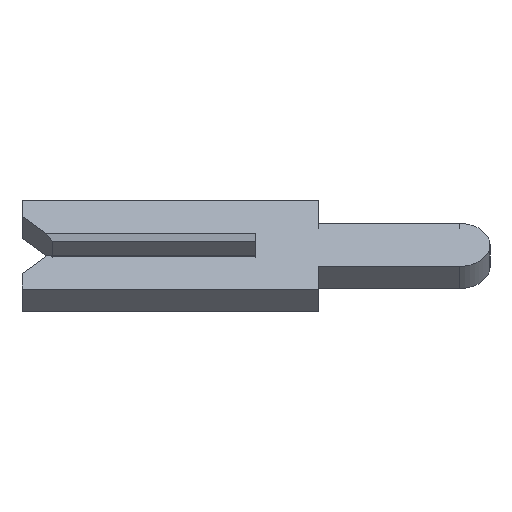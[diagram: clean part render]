
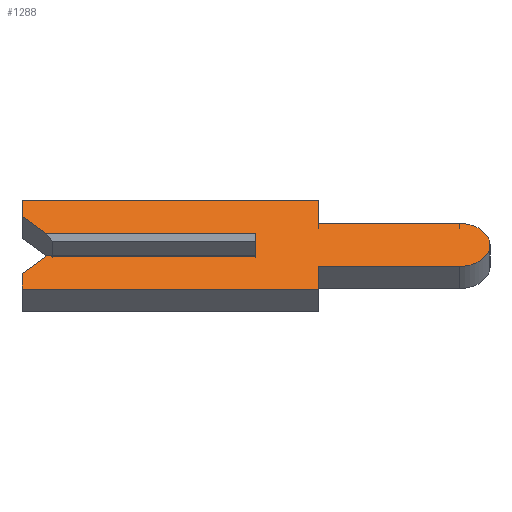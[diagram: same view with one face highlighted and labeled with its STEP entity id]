
A CAD part, left-side view. The second image highlights one B-rep face of the part: STEP entity #1288.
In plain terms, the highlighted face is planar.
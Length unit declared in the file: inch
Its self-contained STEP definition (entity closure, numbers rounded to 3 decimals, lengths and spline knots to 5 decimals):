
#12 = EDGE_CURVE ( 'NONE', #997, #41, #179, .T. ) ;
#16 = CARTESIAN_POINT ( 'NONE',  ( -0.01, -0.04, 0.0195 ) ) ;
#29 = VECTOR ( 'NONE', #1186, 39.37008 ) ;
#41 = VERTEX_POINT ( 'NONE', #825 ) ;
#48 = DIRECTION ( 'NONE',  ( 0., 0., -1. ) ) ;
#53 = CARTESIAN_POINT ( 'NONE',  ( -0.01, -0.04, 0.0195 ) ) ;
#70 = CARTESIAN_POINT ( 'NONE',  ( -0.01, 0.15, 0.026 ) ) ;
#74 = CARTESIAN_POINT ( 'NONE',  ( -0.01, 0.15, -0.04 ) ) ;
#77 = VECTOR ( 'NONE', #515, 39.37008 ) ;
#95 = CARTESIAN_POINT ( 'NONE',  ( -0.01, -0.1305, 0.0195 ) ) ;
#103 = CARTESIAN_POINT ( 'NONE',  ( -0.01, -0.1305, -0.0195 ) ) ;
#116 = EDGE_CURVE ( 'NONE', #41, #570, #1189, .T. ) ;
#124 = VERTEX_POINT ( 'NONE', #984 ) ;
#171 = CARTESIAN_POINT ( 'NONE',  ( -0.01, 0.1305, 0.0065 ) ) ;
#179 = LINE ( 'NONE', #1056, #861 ) ;
#192 = DIRECTION ( 'NONE',  ( 1., 0., 0. ) ) ;
#200 = CARTESIAN_POINT ( 'NONE',  ( -0.01, -0.04, -0.04 ) ) ;
#203 = VECTOR ( 'NONE', #456, 39.37008 ) ;
#233 = CARTESIAN_POINT ( 'NONE',  ( -0.01, -0.04, 0.04 ) ) ;
#254 = VERTEX_POINT ( 'NONE', #103 ) ;
#255 = LINE ( 'NONE', #879, #1312 ) ;
#257 = EDGE_CURVE ( 'NONE', #254, #1033, #1258, .T. ) ;
#262 = CARTESIAN_POINT ( 'NONE',  ( -0.01, 0.15, -0.04 ) ) ;
#264 = VECTOR ( 'NONE', #1054, 39.37008 ) ;
#276 = CIRCLE ( 'NONE', #795, 0.0195 ) ;
#302 = ORIENTED_EDGE ( 'NONE', *, *, #1108, .F. ) ;
#304 = ORIENTED_EDGE ( 'NONE', *, *, #116, .F. ) ;
#353 = VERTEX_POINT ( 'NONE', #1208 ) ;
#354 = EDGE_CURVE ( 'NONE', #570, #1065, #472, .T. ) ;
#361 = LINE ( 'NONE', #74, #77 ) ;
#425 = CARTESIAN_POINT ( 'NONE',  ( -0.01, -0.04, -0.0195 ) ) ;
#431 = CARTESIAN_POINT ( 'NONE',  ( -0.01, -0.1305, -0.01 ) ) ;
#456 = DIRECTION ( 'NONE',  ( 0., -1., 0. ) ) ;
#470 = EDGE_CURVE ( 'NONE', #353, #653, #255, .T. ) ;
#472 = LINE ( 'NONE', #671, #672 ) ;
#491 = VECTOR ( 'NONE', #1221, 39.37008 ) ;
#506 = ORIENTED_EDGE ( 'NONE', *, *, #354, .F. ) ;
#515 = DIRECTION ( 'NONE',  ( 0., 1., 0. ) ) ;
#526 = FACE_OUTER_BOUND ( 'NONE', #1204, .T. ) ;
#544 = EDGE_CURVE ( 'NONE', #785, #997, #822, .T. ) ;
#558 = ORIENTED_EDGE ( 'NONE', *, *, #1190, .F. ) ;
#570 = VERTEX_POINT ( 'NONE', #1325 ) ;
#577 = LINE ( 'NONE', #681, #1021 ) ;
#597 = CARTESIAN_POINT ( 'NONE',  ( -0.01, 0., 0.01 ) ) ;
#602 = VECTOR ( 'NONE', #968, 39.37008 ) ;
#606 = CARTESIAN_POINT ( 'NONE',  ( -0.01, 0.15, -0.026 ) ) ;
#608 = EDGE_CURVE ( 'NONE', #685, #1370, #1187, .T. ) ;
#620 = DIRECTION ( 'NONE',  ( 0., 0., -1. ) ) ;
#627 = CARTESIAN_POINT ( 'NONE',  ( -0.01, 0.15, 0.01 ) ) ;
#639 = VECTOR ( 'NONE', #1369, 39.37008 ) ;
#653 = VERTEX_POINT ( 'NONE', #233 ) ;
#660 = VECTOR ( 'NONE', #1031, 39.37008 ) ;
#671 = CARTESIAN_POINT ( 'NONE',  ( -0.01, 0., 0.0065 ) ) ;
#672 = VECTOR ( 'NONE', #891, 39.37008 ) ;
#681 = CARTESIAN_POINT ( 'NONE',  ( -0.01, -0.04, 0.04 ) ) ;
#682 = EDGE_CURVE ( 'NONE', #1370, #254, #276, .T. ) ;
#685 = VERTEX_POINT ( 'NONE', #53 ) ;
#698 = VECTOR ( 'NONE', #1193, 39.37008 ) ;
#701 = LINE ( 'NONE', #200, #29 ) ;
#709 = ORIENTED_EDGE ( 'NONE', *, *, #12, .F. ) ;
#785 = VERTEX_POINT ( 'NONE', #262 ) ;
#795 = AXIS2_PLACEMENT_3D ( 'NONE', #1022, #1134, #796 ) ;
#796 = DIRECTION ( 'NONE',  ( 0., 0., -1. ) ) ;
#810 = VERTEX_POINT ( 'NONE', #1248 ) ;
#822 = LINE ( 'NONE', #1116, #491 ) ;
#825 = CARTESIAN_POINT ( 'NONE',  ( -0.01, 0.134, -0.01 ) ) ;
#857 = ORIENTED_EDGE ( 'NONE', *, *, #1304, .T. ) ;
#861 = VECTOR ( 'NONE', #1166, 39.37008 ) ;
#862 = ORIENTED_EDGE ( 'NONE', *, *, #257, .F. ) ;
#879 = CARTESIAN_POINT ( 'NONE',  ( -0.01, 0.15, 0.04 ) ) ;
#891 = DIRECTION ( 'NONE',  ( 0., 0., 1. ) ) ;
#904 = EDGE_CURVE ( 'NONE', #653, #685, #577, .T. ) ;
#944 = ORIENTED_EDGE ( 'NONE', *, *, #1126, .F. ) ;
#956 = LINE ( 'NONE', #70, #639 ) ;
#961 = PLANE ( 'NONE',  #1251 ) ;
#968 = DIRECTION ( 'NONE',  ( 0., -1., 0. ) ) ;
#984 = CARTESIAN_POINT ( 'NONE',  ( -0.01, 0.15, 0.026 ) ) ;
#997 = VERTEX_POINT ( 'NONE', #606 ) ;
#1003 = DIRECTION ( 'NONE',  ( 0., -1., 0. ) ) ;
#1021 = VECTOR ( 'NONE', #48, 39.37008 ) ;
#1022 = CARTESIAN_POINT ( 'NONE',  ( -0.01, -0.1305, 0. ) ) ;
#1031 = DIRECTION ( 'NONE',  ( 0., 0.707, 0.707 ) ) ;
#1033 = VERTEX_POINT ( 'NONE', #1041 ) ;
#1041 = CARTESIAN_POINT ( 'NONE',  ( -0.01, -0.04, -0.0195 ) ) ;
#1045 = ORIENTED_EDGE ( 'NONE', *, *, #544, .F. ) ;
#1054 = DIRECTION ( 'NONE',  ( 0., -1., 0. ) ) ;
#1056 = CARTESIAN_POINT ( 'NONE',  ( -0.01, 0.1305, -0.0065 ) ) ;
#1065 = VERTEX_POINT ( 'NONE', #597 ) ;
#1103 = ORIENTED_EDGE ( 'NONE', *, *, #608, .F. ) ;
#1108 = EDGE_CURVE ( 'NONE', #124, #353, #956, .T. ) ;
#1116 = CARTESIAN_POINT ( 'NONE',  ( -0.01, 0.15, -0.026 ) ) ;
#1126 = EDGE_CURVE ( 'NONE', #1239, #124, #1192, .T. ) ;
#1134 = DIRECTION ( 'NONE',  ( 1., 0., 0. ) ) ;
#1136 = ORIENTED_EDGE ( 'NONE', *, *, #1201, .F. ) ;
#1146 = ORIENTED_EDGE ( 'NONE', *, *, #470, .F. ) ;
#1166 = DIRECTION ( 'NONE',  ( 0., -0.707, 0.707 ) ) ;
#1186 = DIRECTION ( 'NONE',  ( 0., 0., -1. ) ) ;
#1187 = LINE ( 'NONE', #16, #203 ) ;
#1189 = LINE ( 'NONE', #431, #602 ) ;
#1190 = EDGE_CURVE ( 'NONE', #1033, #810, #701, .T. ) ;
#1192 = LINE ( 'NONE', #171, #660 ) ;
#1193 = DIRECTION ( 'NONE',  ( 0., 1., 0. ) ) ;
#1201 = EDGE_CURVE ( 'NONE', #810, #785, #361, .T. ) ;
#1204 = EDGE_LOOP ( 'NONE', ( #857, #506, #304, #709, #1045, #1136, #558, #862, #1207, #1103, #1334, #1146, #302, #944 ) ) ;
#1207 = ORIENTED_EDGE ( 'NONE', *, *, #682, .F. ) ;
#1208 = CARTESIAN_POINT ( 'NONE',  ( -0.01, 0.15, 0.04 ) ) ;
#1221 = DIRECTION ( 'NONE',  ( 0., 0., 1. ) ) ;
#1239 = VERTEX_POINT ( 'NONE', #1296 ) ;
#1248 = CARTESIAN_POINT ( 'NONE',  ( -0.01, -0.04, -0.04 ) ) ;
#1251 = AXIS2_PLACEMENT_3D ( 'NONE', #1277, #192, #620 ) ;
#1258 = LINE ( 'NONE', #425, #698 ) ;
#1277 = CARTESIAN_POINT ( 'NONE',  ( -0.01, -0.1305, 0. ) ) ;
#1288 = ADVANCED_FACE ( 'NONE', ( #526 ), #961, .F. ) ;
#1296 = CARTESIAN_POINT ( 'NONE',  ( -0.01, 0.134, 0.01 ) ) ;
#1304 = EDGE_CURVE ( 'NONE', #1239, #1065, #1372, .T. ) ;
#1312 = VECTOR ( 'NONE', #1003, 39.37008 ) ;
#1325 = CARTESIAN_POINT ( 'NONE',  ( -0.01, 0., -0.01 ) ) ;
#1334 = ORIENTED_EDGE ( 'NONE', *, *, #904, .F. ) ;
#1369 = DIRECTION ( 'NONE',  ( 0., 0., 1. ) ) ;
#1370 = VERTEX_POINT ( 'NONE', #95 ) ;
#1372 = LINE ( 'NONE', #627, #264 ) ;
